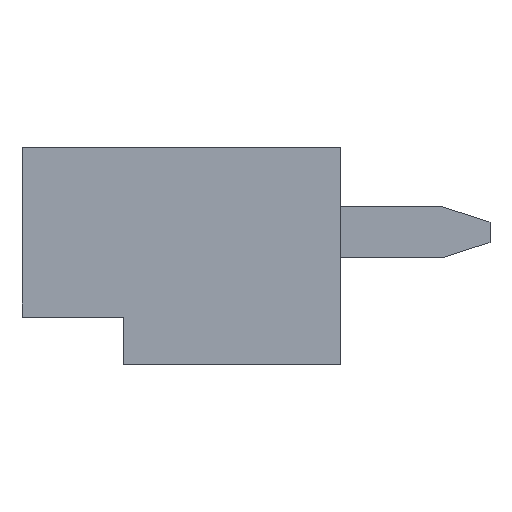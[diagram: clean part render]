
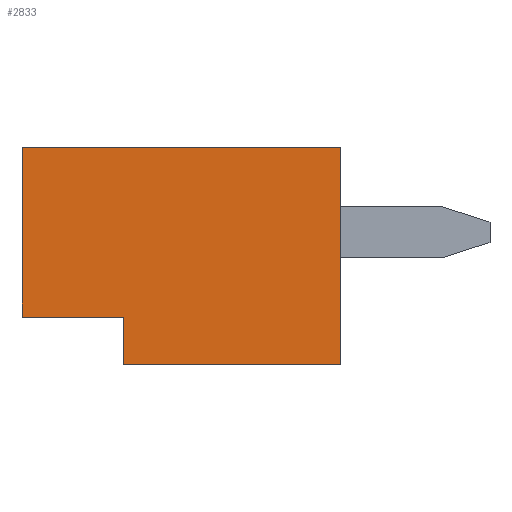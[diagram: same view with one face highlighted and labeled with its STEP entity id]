
A CAD part, left-side view. The second image highlights one B-rep face of the part: STEP entity #2833.
In plain terms, the highlighted planar face has unit normal (-1, 0, 0).
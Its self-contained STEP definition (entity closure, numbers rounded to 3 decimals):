
#228=FACE_OUTER_BOUND('',#382,.T.);
#382=EDGE_LOOP('',(#2517,#2518,#2519,#2520,#2521,#2522));
#618=LINE('',#4314,#977);
#638=LINE('',#4353,#997);
#643=LINE('',#4365,#1002);
#648=LINE('',#4375,#1007);
#667=LINE('',#4412,#1026);
#674=LINE('',#4425,#1033);
#977=VECTOR('',#3554,10.);
#997=VECTOR('',#3576,10.);
#1002=VECTOR('',#3583,10.);
#1007=VECTOR('',#3590,10.);
#1026=VECTOR('',#3617,10.);
#1033=VECTOR('',#3626,10.);
#1272=VERTEX_POINT('',#4311);
#1273=VERTEX_POINT('',#4313);
#1291=VERTEX_POINT('',#4351);
#1296=VERTEX_POINT('',#4362);
#1297=VERTEX_POINT('',#4364);
#1301=VERTEX_POINT('',#4374);
#1622=EDGE_CURVE('',#1273,#1272,#618,.T.);
#1642=EDGE_CURVE('',#1272,#1291,#638,.T.);
#1647=EDGE_CURVE('',#1297,#1296,#643,.T.);
#1652=EDGE_CURVE('',#1301,#1297,#648,.T.);
#1671=EDGE_CURVE('',#1301,#1291,#667,.T.);
#1678=EDGE_CURVE('',#1273,#1296,#674,.T.);
#2517=ORIENTED_EDGE('',*,*,#1647,.T.);
#2518=ORIENTED_EDGE('',*,*,#1678,.F.);
#2519=ORIENTED_EDGE('',*,*,#1622,.T.);
#2520=ORIENTED_EDGE('',*,*,#1642,.T.);
#2521=ORIENTED_EDGE('',*,*,#1671,.F.);
#2522=ORIENTED_EDGE('',*,*,#1652,.T.);
#2683=PLANE('',#3038);
#2833=ADVANCED_FACE('',(#228),#2683,.T.);
#3038=AXIS2_PLACEMENT_3D('',#4571,#3770,#3771);
#3554=DIRECTION('',(0.,0.,1.));
#3576=DIRECTION('',(0.,1.,0.));
#3583=DIRECTION('',(0.,0.,-1.));
#3590=DIRECTION('',(0.,-1.,0.));
#3617=DIRECTION('',(0.,0.,1.));
#3626=DIRECTION('',(0.,1.,0.));
#3770=DIRECTION('center_axis',(-1.,0.,0.));
#3771=DIRECTION('ref_axis',(0.,0.,1.));
#4311=CARTESIAN_POINT('',(0.,0.,0.));
#4313=CARTESIAN_POINT('',(0.,0.,-3.2));
#4314=CARTESIAN_POINT('',(0.,0.,-3.2));
#4351=CARTESIAN_POINT('',(0.,4.7,0.));
#4353=CARTESIAN_POINT('',(0.,0.,0.));
#4362=CARTESIAN_POINT('',(0.,3.2,-3.2));
#4364=CARTESIAN_POINT('',(0.,3.2,-2.5));
#4365=CARTESIAN_POINT('',(0.,3.2,-2.85));
#4374=CARTESIAN_POINT('',(0.,4.7,-2.5));
#4375=CARTESIAN_POINT('',(0.,2.35,-2.5));
#4412=CARTESIAN_POINT('',(0.,4.7,-3.2));
#4425=CARTESIAN_POINT('',(0.,0.,-3.2));
#4571=CARTESIAN_POINT('Origin',(0.,0.,-3.2));
